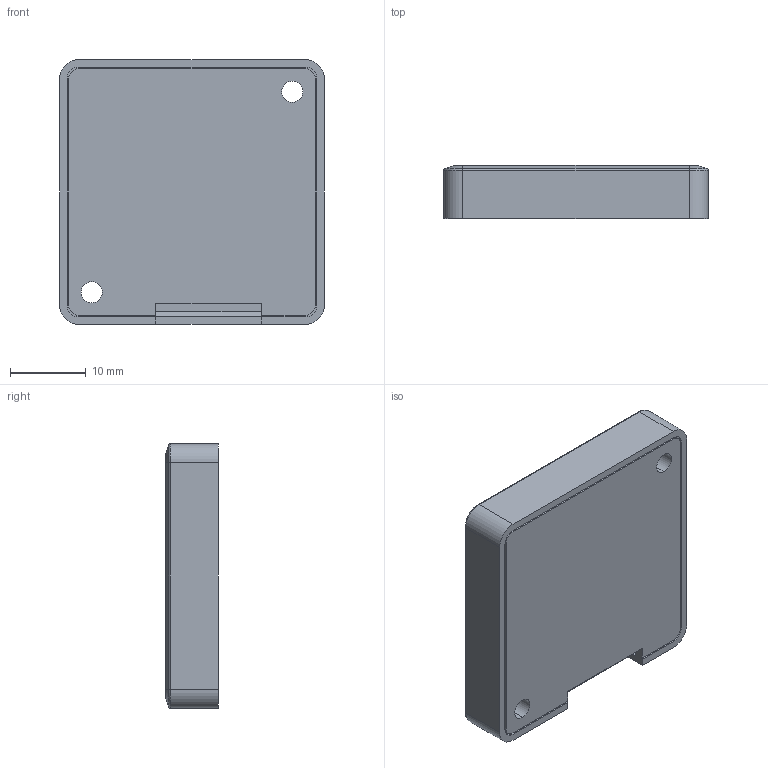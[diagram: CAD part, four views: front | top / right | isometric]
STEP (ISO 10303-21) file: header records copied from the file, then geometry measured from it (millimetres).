
FILE_DESCRIPTION (( 'STEP AP203' ), '1' );
FILE_NAME ('2000495 Kapazitiver Sensor 12V 24V.STEP', '2022-03-18T07:32:53', ( '' ), ( '' ), 'SwSTEP 2.0', 'SolidWorks 2021', '' );
FILE_SCHEMA (( 'CONFIG_CONTROL_DESIGN' ));
Length unit declared in the file: millimetre
Products named in the file (1): 2000495 Kapazitiver Sensor 12V 24V
Bounding box: 35 x 7 x 35 mm (x, y, z)
Volume: 3139.2 mm3; surface area: 6231.2 mm2
Topology: 1 solids, 1 shells, 142 faces, 378 edges, 240 vertices
Faces by surface type: plane 66, cylinder 54, cone 14, torus 8
Entity records: 4505 total; most frequent: DIRECTION 798, CARTESIAN_POINT 773, ORIENTED_EDGE 756, EDGE_CURVE 378, AXIS2_PLACEMENT_3D 281, VERTEX_POINT 240, LINE 236, VECTOR 236
